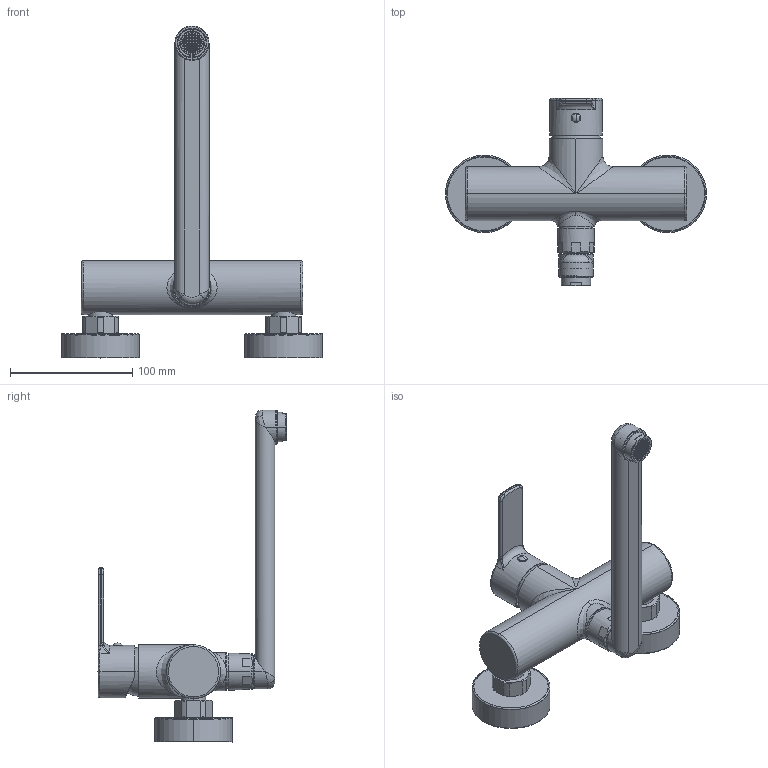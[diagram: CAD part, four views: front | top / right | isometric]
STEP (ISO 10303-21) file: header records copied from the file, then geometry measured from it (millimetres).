
FILE_DESCRIPTION((''),'2;1');
FILE_NAME('RED161CR','2021-11-08T16:59:45',('ut3'),('PAFFONI SpA'),'CREO PARAMETRIC BY PTC INC, 2020044','CREO PARAMETRIC BY PTC INC, 2020044','');
FILE_SCHEMA(('CONFIG_CONTROL_DESIGN','SHAPE_APPEARANCE_LAYERS_GROUPS'));
Length unit declared in the file: millimetre
Products named in the file (1): RED161CR
Bounding box: 213.5 x 153.93 x 271.5 mm (x, y, z)
Volume: 224061.1 mm3; surface area: 176235.5 mm2
Topology: 3 solids, 3 shells, 3002 faces, 8546 edges, 5516 vertices
Faces by surface type: plane 2185, cylinder 462, torus 148, cone 101, bspline 70, sphere 36
Entity records: 115359 total; most frequent: CARTESIAN_POINT 23930, ORIENTED_EDGE 17064, DIRECTION 16182, EDGE_CURVE 8532, VERTEX_POINT 5516, VECTOR 5398, LINE 5398, AXIS2_PLACEMENT_3D 5392
